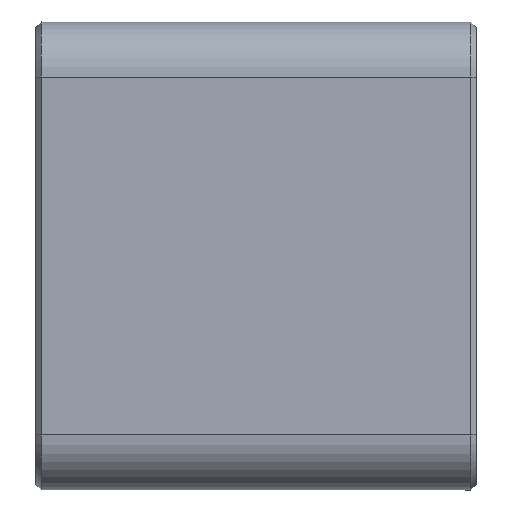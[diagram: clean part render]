
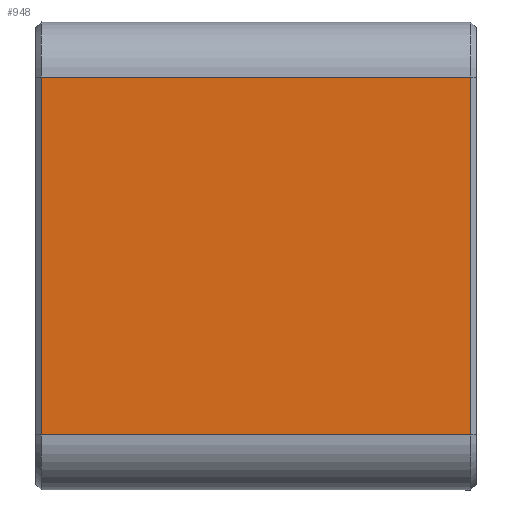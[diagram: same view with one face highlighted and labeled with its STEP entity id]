
A CAD part, left-side view. The second image highlights one B-rep face of the part: STEP entity #948.
In plain terms, the highlighted planar face has unit normal (-1, 0, 0).
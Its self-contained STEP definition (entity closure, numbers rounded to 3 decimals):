
#61=PLANE('',#1112);
#120=FACE_OUTER_BOUND('',#187,.T.);
#187=EDGE_LOOP('',(#830,#831,#832,#833));
#226=LINE('',#1624,#292);
#228=LINE('',#1629,#294);
#250=LINE('',#1700,#316);
#253=LINE('',#1706,#319);
#292=VECTOR('',#1320,39.);
#294=VECTOR('',#1326,32.5);
#316=VECTOR('',#1402,32.5);
#319=VECTOR('',#1411,39.);
#455=VERTEX_POINT('',#1620);
#456=VERTEX_POINT('',#1622);
#457=VERTEX_POINT('',#1628);
#479=VERTEX_POINT('',#1698);
#560=EDGE_CURVE('',#455,#456,#226,.T.);
#562=EDGE_CURVE('',#455,#457,#228,.T.);
#598=EDGE_CURVE('',#479,#456,#250,.T.);
#601=EDGE_CURVE('',#457,#479,#253,.T.);
#830=ORIENTED_EDGE('',*,*,#562,.F.);
#831=ORIENTED_EDGE('',*,*,#560,.T.);
#832=ORIENTED_EDGE('',*,*,#598,.F.);
#833=ORIENTED_EDGE('',*,*,#601,.F.);
#948=ADVANCED_FACE('',(#120),#61,.T.);
#1112=AXIS2_PLACEMENT_3D('',#1705,#1409,#1410);
#1320=DIRECTION('',(0.,-1.,0.));
#1326=DIRECTION('',(0.,0.,1.));
#1402=DIRECTION('',(0.,0.,-1.));
#1409=DIRECTION('center_axis',(-1.,0.,0.));
#1410=DIRECTION('ref_axis',(0.,0.,1.));
#1411=DIRECTION('',(0.,-1.,0.));
#1620=CARTESIAN_POINT('',(-50.,39.5,-11.));
#1622=CARTESIAN_POINT('',(-50.,0.5,-11.));
#1624=CARTESIAN_POINT('',(-50.,39.5,-11.));
#1628=CARTESIAN_POINT('',(-50.,39.5,21.5));
#1629=CARTESIAN_POINT('',(-50.,39.5,-11.));
#1698=CARTESIAN_POINT('',(-50.,0.5,21.5));
#1700=CARTESIAN_POINT('',(-50.,0.5,21.5));
#1705=CARTESIAN_POINT('Origin',(-50.,0.,-16.));
#1706=CARTESIAN_POINT('',(-50.,39.5,21.5));
